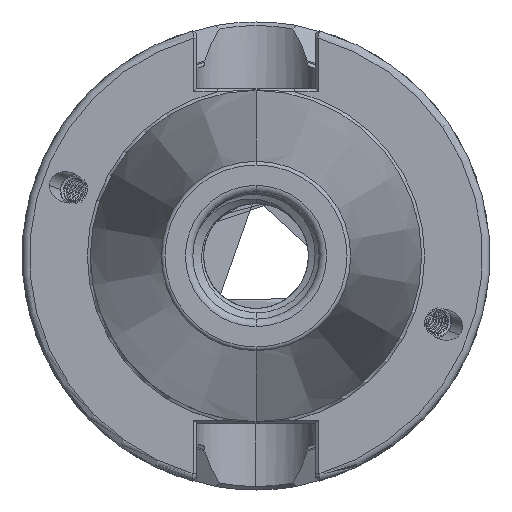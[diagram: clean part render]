
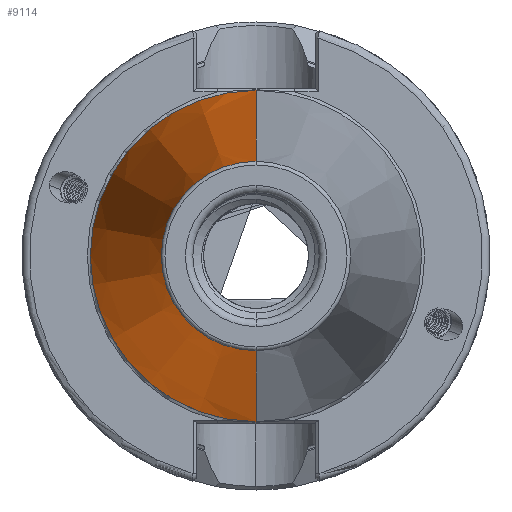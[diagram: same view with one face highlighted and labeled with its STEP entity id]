
A CAD part, left-side view. The second image highlights one B-rep face of the part: STEP entity #9114.
In plain terms, the highlighted conical face has half-angle 8.297 degrees and reference radius 22.298 mm.
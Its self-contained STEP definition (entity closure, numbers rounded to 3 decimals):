
#428 = ORIENTED_EDGE ( 'NONE', *, *, #9043, .T. ) ;
#429 = ORIENTED_EDGE ( 'NONE', *, *, #9040, .F. ) ;
#430 = ORIENTED_EDGE ( 'NONE', *, *, #9042, .T. ) ;
#431 = ORIENTED_EDGE ( 'NONE', *, *, #9044, .F. ) ;
#3139 = EDGE_LOOP ( 'NONE', ( #428, #430, #429, #431 ) ) ;
#3305 = VERTEX_POINT ( 'NONE', #16056 ) ;
#3306 = VERTEX_POINT ( 'NONE', #16057 ) ;
#3307 = VERTEX_POINT ( 'NONE', #16058 ) ;
#3308 = VERTEX_POINT ( 'NONE', #16059 ) ;
#7545 = AXIS2_PLACEMENT_3D ( 'NONE', #15119, #15120, #15121 ) ;
#7550 = AXIS2_PLACEMENT_3D ( 'NONE', #15122, #15129, #15130 ) ;
#7551 = VECTOR ( 'NONE', #15128, 1000. ) ;
#7553 = VECTOR ( 'NONE', #15134, 1000. ) ;
#7593 = FACE_OUTER_BOUND ( 'NONE', #3139, .T. ) ;
#7596 = AXIS2_PLACEMENT_3D ( 'NONE', #15554, #15555, #15556 ) ;
#8914 = CIRCLE ( 'NONE', #7545, 22.298 ) ;
#8915 = CIRCLE ( 'NONE', #7550, 12.75 ) ;
#8921 = CONICAL_SURFACE ( 'NONE', #7596, 22.298, 0.145 ) ;
#9040 = EDGE_CURVE ( 'NONE', #3305, #3306, #8914, .T. ) ;
#9042 = EDGE_CURVE ( 'NONE', #3308, #3306, #15126, .T. ) ;
#9043 = EDGE_CURVE ( 'NONE', #3307, #3308, #8915, .T. ) ;
#9044 = EDGE_CURVE ( 'NONE', #3307, #3305, #15132, .T. ) ;
#9114 = ADVANCED_FACE ( 'NONE', ( #7593 ), #8921, .T. ) ;
#15119 = CARTESIAN_POINT ( 'NONE',  ( -1.5, 0., 0. ) ) ;
#15120 = DIRECTION ( 'NONE',  ( 1., 0., 0. ) ) ;
#15121 = DIRECTION ( 'NONE',  ( 0., 0., -1. ) ) ;
#15122 = CARTESIAN_POINT ( 'NONE',  ( -66.972, 0., 0. ) ) ;
#15126 = LINE ( 'NONE', #15127, #7551 ) ;
#15127 = CARTESIAN_POINT ( 'NONE',  ( -1.5, 0., 22.298 ) ) ;
#15128 = DIRECTION ( 'NONE',  ( 0.99, 0., 0.144 ) ) ;
#15129 = DIRECTION ( 'NONE',  ( 1., 0., 0. ) ) ;
#15130 = DIRECTION ( 'NONE',  ( 0., 0., -1. ) ) ;
#15132 = LINE ( 'NONE', #15133, #7553 ) ;
#15133 = CARTESIAN_POINT ( 'NONE',  ( -1.5, 0., -22.298 ) ) ;
#15134 = DIRECTION ( 'NONE',  ( 0.99, 0., -0.144 ) ) ;
#15554 = CARTESIAN_POINT ( 'NONE',  ( -1.5, 0., 0. ) ) ;
#15555 = DIRECTION ( 'NONE',  ( 1., 0., 0. ) ) ;
#15556 = DIRECTION ( 'NONE',  ( 0., 0., -1. ) ) ;
#16056 = CARTESIAN_POINT ( 'NONE',  ( -1.5, 0., -22.298 ) ) ;
#16057 = CARTESIAN_POINT ( 'NONE',  ( -1.5, 0., 22.298 ) ) ;
#16058 = CARTESIAN_POINT ( 'NONE',  ( -66.972, 0., -12.75 ) ) ;
#16059 = CARTESIAN_POINT ( 'NONE',  ( -66.972, 0., 12.75 ) ) ;
